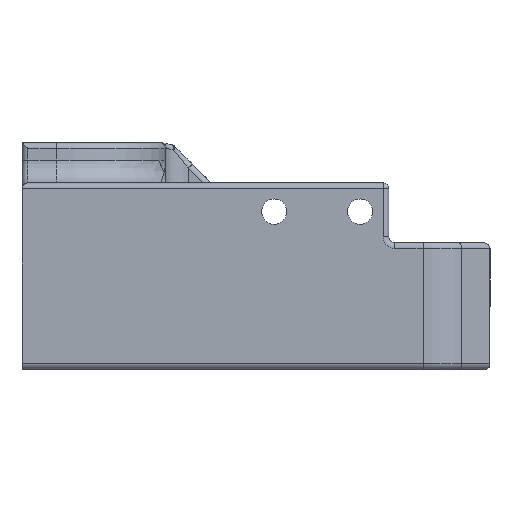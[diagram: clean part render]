
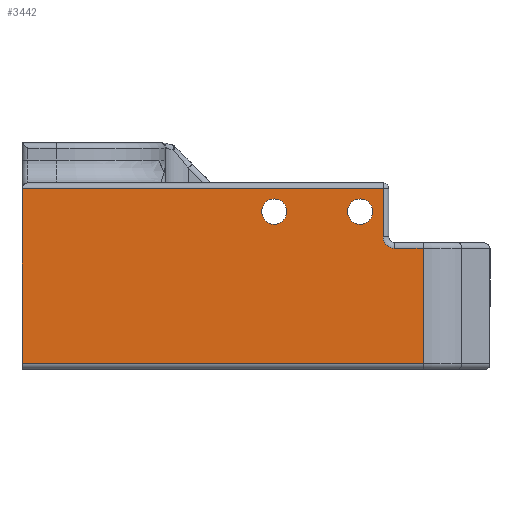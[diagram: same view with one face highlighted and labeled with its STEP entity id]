
A CAD part, left-side view. The second image highlights one B-rep face of the part: STEP entity #3442.
In plain terms, the highlighted planar face has unit normal (-1, 0, 0).
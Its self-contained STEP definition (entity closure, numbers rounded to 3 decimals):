
#31 = VERTEX_POINT ( 'NONE', #7803 ) ;
#78 = VERTEX_POINT ( 'NONE', #6668 ) ;
#107 = VECTOR ( 'NONE', #7865, 1000. ) ;
#170 = ORIENTED_EDGE ( 'NONE', *, *, #1235, .F. ) ;
#275 = EDGE_LOOP ( 'NONE', ( #170, #7883 ) ) ;
#315 = EDGE_LOOP ( 'NONE', ( #487, #898 ) ) ;
#372 = VECTOR ( 'NONE', #6648, 1000. ) ;
#487 = ORIENTED_EDGE ( 'NONE', *, *, #8000, .F. ) ;
#553 = VECTOR ( 'NONE', #2827, 1000. ) ;
#606 = PLANE ( 'NONE',  #6146 ) ;
#610 = CIRCLE ( 'NONE', #6517, 2.2 ) ;
#720 = EDGE_CURVE ( 'NONE', #7235, #7938, #610, .T. ) ;
#752 = DIRECTION ( 'NONE',  ( 0., 0., 1. ) ) ;
#837 = EDGE_CURVE ( 'NONE', #3372, #2730, #6507, .T. ) ;
#898 = ORIENTED_EDGE ( 'NONE', *, *, #720, .F. ) ;
#933 = CARTESIAN_POINT ( 'NONE',  ( -25., 25., -9.5 ) ) ;
#1026 = EDGE_CURVE ( 'NONE', #5434, #6137, #4183, .T. ) ;
#1235 = EDGE_CURVE ( 'NONE', #1627, #31, #2203, .T. ) ;
#1269 = VERTEX_POINT ( 'NONE', #2069 ) ;
#1275 = CARTESIAN_POINT ( 'NONE',  ( -25., 25., -8.5 ) ) ;
#1627 = VERTEX_POINT ( 'NONE', #6884 ) ;
#1709 = ORIENTED_EDGE ( 'NONE', *, *, #7037, .T. ) ;
#1752 = CARTESIAN_POINT ( 'NONE',  ( -25., -45., -8.5 ) ) ;
#1783 = ORIENTED_EDGE ( 'NONE', *, *, #6660, .F. ) ;
#1843 = FACE_BOUND ( 'NONE', #315, .T. ) ;
#1848 = CARTESIAN_POINT ( 'NONE',  ( -25., -38., 13.6 ) ) ;
#1865 = DIRECTION ( 'NONE',  ( -1., 0., 0. ) ) ;
#1868 = VECTOR ( 'NONE', #2569, 1000. ) ;
#1870 = CARTESIAN_POINT ( 'NONE',  ( -25., -45., 11.6 ) ) ;
#1904 = DIRECTION ( 'NONE',  ( -1., 0., 0. ) ) ;
#2069 = CARTESIAN_POINT ( 'NONE',  ( -25., -40., 11.6 ) ) ;
#2118 = DIRECTION ( 'NONE',  ( 0., 0., 1. ) ) ;
#2203 = CIRCLE ( 'NONE', #8072, 2.2 ) ;
#2329 = DIRECTION ( 'NONE',  ( 0., 0., 1. ) ) ;
#2331 = VECTOR ( 'NONE', #2118, 1000. ) ;
#2332 = CARTESIAN_POINT ( 'NONE',  ( -25., -39., 11.6 ) ) ;
#2372 = DIRECTION ( 'NONE',  ( -1., 0., 0. ) ) ;
#2394 = AXIS2_PLACEMENT_3D ( 'NONE', #8055, #4884, #2329 ) ;
#2569 = DIRECTION ( 'NONE',  ( 0., 0., -1. ) ) ;
#2594 = CARTESIAN_POINT ( 'NONE',  ( -25., -40., 13.6 ) ) ;
#2601 = ORIENTED_EDGE ( 'NONE', *, *, #837, .T. ) ;
#2730 = VERTEX_POINT ( 'NONE', #6839 ) ;
#2827 = DIRECTION ( 'NONE',  ( 0., 0., -1. ) ) ;
#3064 = CIRCLE ( 'NONE', #4920, 2.2 ) ;
#3104 = ORIENTED_EDGE ( 'NONE', *, *, #7306, .T. ) ;
#3108 = CARTESIAN_POINT ( 'NONE',  ( -25., -45., -9.5 ) ) ;
#3144 = DIRECTION ( 'NONE',  ( 1., 0., 0. ) ) ;
#3234 = EDGE_CURVE ( 'NONE', #2730, #78, #7264, .T. ) ;
#3352 = LINE ( 'NONE', #933, #553 ) ;
#3372 = VERTEX_POINT ( 'NONE', #1848 ) ;
#3442 = ADVANCED_FACE ( 'NONE', ( #8063, #1843, #6861 ), #606, .F. ) ;
#3463 = EDGE_LOOP ( 'NONE', ( #1709, #4314, #4394, #3104, #1783, #2601, #5761 ) ) ;
#3614 = DIRECTION ( 'NONE',  ( 0., 0., 1. ) ) ;
#4183 = LINE ( 'NONE', #4266, #107 ) ;
#4266 = CARTESIAN_POINT ( 'NONE',  ( -25., -45., -8.5 ) ) ;
#4314 = ORIENTED_EDGE ( 'NONE', *, *, #1026, .T. ) ;
#4389 = CIRCLE ( 'NONE', #6876, 2. ) ;
#4394 = ORIENTED_EDGE ( 'NONE', *, *, #7057, .F. ) ;
#4603 = CARTESIAN_POINT ( 'NONE',  ( -25., -45., -9.5 ) ) ;
#4884 = DIRECTION ( 'NONE',  ( -1., 0., 0. ) ) ;
#4887 = CARTESIAN_POINT ( 'NONE',  ( -25., -34., 18. ) ) ;
#4920 = AXIS2_PLACEMENT_3D ( 'NONE', #8040, #6706, #3614 ) ;
#5434 = VERTEX_POINT ( 'NONE', #1275 ) ;
#5648 = DIRECTION ( 'NONE',  ( 0., 0., -1. ) ) ;
#5761 = ORIENTED_EDGE ( 'NONE', *, *, #3234, .T. ) ;
#5946 = CIRCLE ( 'NONE', #2394, 2.2 ) ;
#6100 = EDGE_CURVE ( 'NONE', #31, #1627, #5946, .T. ) ;
#6137 = VERTEX_POINT ( 'NONE', #1752 ) ;
#6146 = AXIS2_PLACEMENT_3D ( 'NONE', #3108, #3144, #6569 ) ;
#6226 = VERTEX_POINT ( 'NONE', #1870 ) ;
#6469 = CARTESIAN_POINT ( 'NONE',  ( -25., -38., -9.5 ) ) ;
#6507 = LINE ( 'NONE', #6469, #2331 ) ;
#6517 = AXIS2_PLACEMENT_3D ( 'NONE', #4887, #2372, #7387 ) ;
#6569 = DIRECTION ( 'NONE',  ( 0., 0., -1. ) ) ;
#6584 = CARTESIAN_POINT ( 'NONE',  ( -25., -34., 20.2 ) ) ;
#6648 = DIRECTION ( 'NONE',  ( 0., 1., 0. ) ) ;
#6660 = EDGE_CURVE ( 'NONE', #3372, #1269, #4389, .T. ) ;
#6668 = CARTESIAN_POINT ( 'NONE',  ( -25., 25., 22. ) ) ;
#6706 = DIRECTION ( 'NONE',  ( -1., 0., 0. ) ) ;
#6839 = CARTESIAN_POINT ( 'NONE',  ( -25., -38., 22. ) ) ;
#6861 = FACE_BOUND ( 'NONE', #275, .T. ) ;
#6876 = AXIS2_PLACEMENT_3D ( 'NONE', #2594, #1904, #5648 ) ;
#6884 = CARTESIAN_POINT ( 'NONE',  ( -25., -19., 20.2 ) ) ;
#7037 = EDGE_CURVE ( 'NONE', #78, #5434, #3352, .T. ) ;
#7057 = EDGE_CURVE ( 'NONE', #6226, #6137, #7829, .T. ) ;
#7141 = DIRECTION ( 'NONE',  ( 0., 1., 0. ) ) ;
#7145 = CARTESIAN_POINT ( 'NONE',  ( -25., -45., 22. ) ) ;
#7235 = VERTEX_POINT ( 'NONE', #7910 ) ;
#7264 = LINE ( 'NONE', #7145, #372 ) ;
#7306 = EDGE_CURVE ( 'NONE', #6226, #1269, #7944, .T. ) ;
#7381 = VECTOR ( 'NONE', #7141, 1000. ) ;
#7387 = DIRECTION ( 'NONE',  ( 0., 0., 1. ) ) ;
#7493 = CARTESIAN_POINT ( 'NONE',  ( -25., -19., 18. ) ) ;
#7803 = CARTESIAN_POINT ( 'NONE',  ( -25., -19., 15.8 ) ) ;
#7829 = LINE ( 'NONE', #4603, #1868 ) ;
#7865 = DIRECTION ( 'NONE',  ( 0., -1., 0. ) ) ;
#7883 = ORIENTED_EDGE ( 'NONE', *, *, #6100, .F. ) ;
#7910 = CARTESIAN_POINT ( 'NONE',  ( -25., -34., 15.8 ) ) ;
#7938 = VERTEX_POINT ( 'NONE', #6584 ) ;
#7944 = LINE ( 'NONE', #2332, #7381 ) ;
#8000 = EDGE_CURVE ( 'NONE', #7938, #7235, #3064, .T. ) ;
#8040 = CARTESIAN_POINT ( 'NONE',  ( -25., -34., 18. ) ) ;
#8055 = CARTESIAN_POINT ( 'NONE',  ( -25., -19., 18. ) ) ;
#8063 = FACE_OUTER_BOUND ( 'NONE', #3463, .T. ) ;
#8072 = AXIS2_PLACEMENT_3D ( 'NONE', #7493, #1865, #752 ) ;
